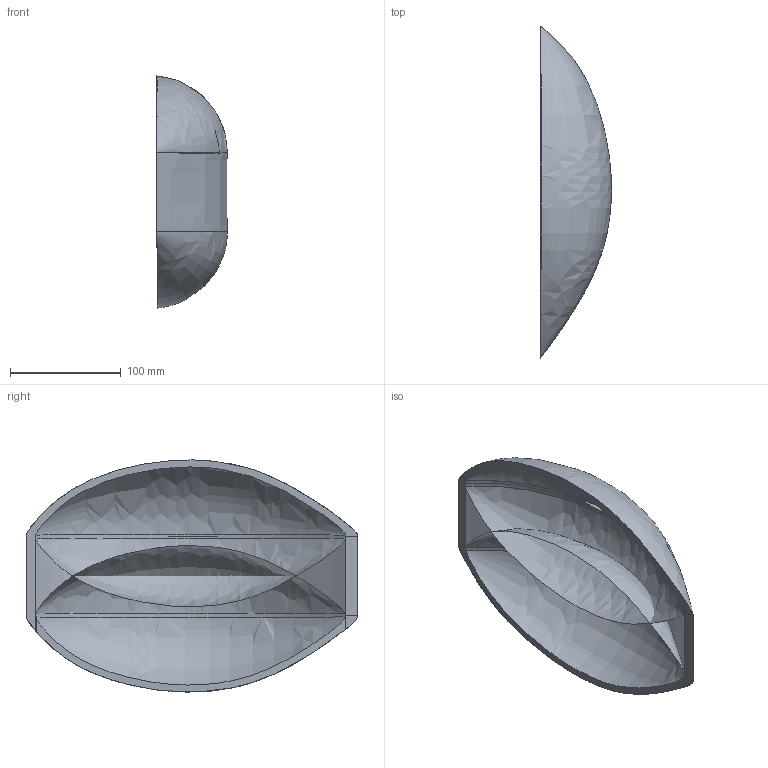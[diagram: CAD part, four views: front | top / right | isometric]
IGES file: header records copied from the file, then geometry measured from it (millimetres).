
Start section: 3D InterOp IGES (Version 24 0 0), Spatial Corp. Copyright (c) 1999-2007.
Global section: file name: spfuselagonepiece.igs; native system: Spatial Corp.; preprocessor: 3D InterOp ACIS/IGES; date: 20180403.190648; units: inch
Bounding box: 64.18 x 299.88 x 209.85 mm (x, y, z)
Surface area: 136917.7 mm2 (no closed solid volume)
Topology: 0 solids, 0 shells, 16 faces, 382 edges, 381 vertices
Faces by surface type: bspline 10, extrusion 2, revolution 2, offset 2
